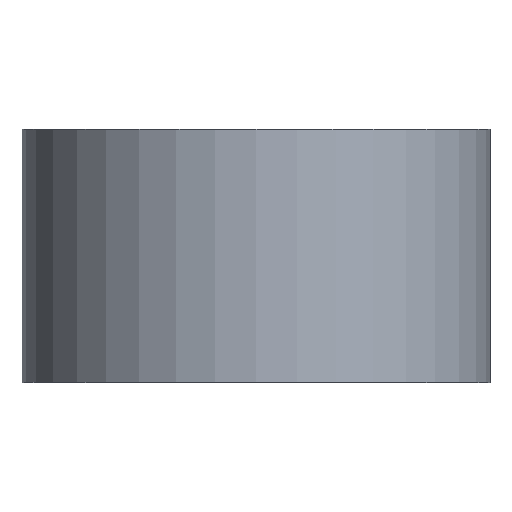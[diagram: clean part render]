
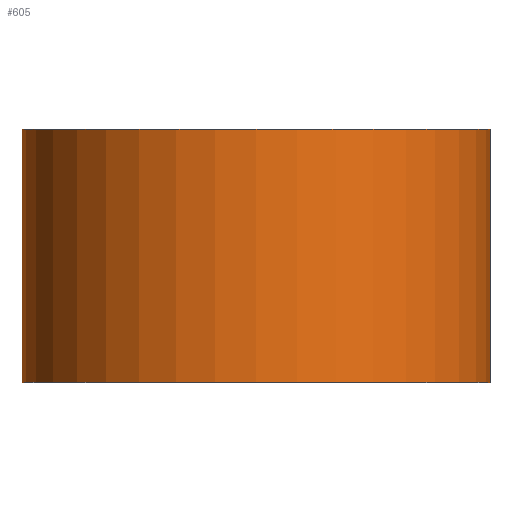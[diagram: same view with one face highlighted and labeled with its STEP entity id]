
A CAD part, top view. The second image highlights one B-rep face of the part: STEP entity #605.
In plain terms, the highlighted cylindrical face has radius 1599.24 mm (diameter 3198.48 mm), a partial arc.
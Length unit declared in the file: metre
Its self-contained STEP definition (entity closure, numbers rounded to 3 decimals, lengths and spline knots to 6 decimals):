
#605=ADVANCED_FACE('3:119807',(#1502),#1503,.T.);
#1502=FACE_OUTER_BOUND('',#2833,.T.);
#1503=CYLINDRICAL_SURFACE('',#2834,1.59924);
#2833=EDGE_LOOP('',(#4487,#4488,#4489,#4490));
#2834=AXIS2_PLACEMENT_3D('',#4491,#4492,#4493);
#4487=ORIENTED_EDGE('',*,*,#7430,.T.);
#4488=ORIENTED_EDGE('',*,*,#7451,.T.);
#4489=ORIENTED_EDGE('',*,*,#7432,.T.);
#4490=ORIENTED_EDGE('',*,*,#7452,.F.);
#4491=CARTESIAN_POINT('',(0.0,1.6,0.0));
#4492=DIRECTION('',(-0.0,-1.0,0.0));
#4493=DIRECTION('',(-1.0,0.0,0.0));
#7430=EDGE_CURVE('',#8868,#8869,#8870,.T.);
#7432=EDGE_CURVE('',#8873,#8871,#8874,.T.);
#7451=EDGE_CURVE('',#8869,#8873,#8901,.T.);
#7452=EDGE_CURVE('',#8868,#8871,#8902,.T.);
#8868=VERTEX_POINT('',#10710);
#8869=VERTEX_POINT('',#10711);
#8870=LINE('',#10712,#10713);
#8871=VERTEX_POINT('',#10714);
#8873=VERTEX_POINT('',#10716);
#8874=LINE('',#10717,#10718);
#8901=CIRCLE('',#10749,1.59924);
#8902=CIRCLE('',#10750,1.59924);
#10710=CARTESIAN_POINT('',(-1.59924,1.679,0.));
#10711=CARTESIAN_POINT('',(-1.59924,-0.05119,0.));
#10712=CARTESIAN_POINT('',(-1.59924,1.6,0.));
#10713=VECTOR('',#12512,1.0);
#10714=CARTESIAN_POINT('',(1.59924,1.679,0.));
#10716=CARTESIAN_POINT('',(1.59924,-0.05119,0.));
#10717=CARTESIAN_POINT('',(1.59924,1.6,0.));
#10718=VECTOR('',#12516,1.0);
#10749=AXIS2_PLACEMENT_3D('',#12548,#12549,#12550);
#10750=AXIS2_PLACEMENT_3D('',#12551,#12552,#12553);
#12512=DIRECTION('',(-0.0,-1.0,0.0));
#12516=DIRECTION('',(-0.0,1.0,-0.0));
#12548=CARTESIAN_POINT('',(0.0,-0.05119,0.0));
#12549=DIRECTION('',(0.0,1.0,0.0));
#12550=DIRECTION('',(-1.0,0.0,0.0));
#12551=CARTESIAN_POINT('',(0.0,1.679,0.0));
#12552=DIRECTION('',(0.0,1.0,-0.0));
#12553=DIRECTION('',(-1.0,0.0,0.0));
